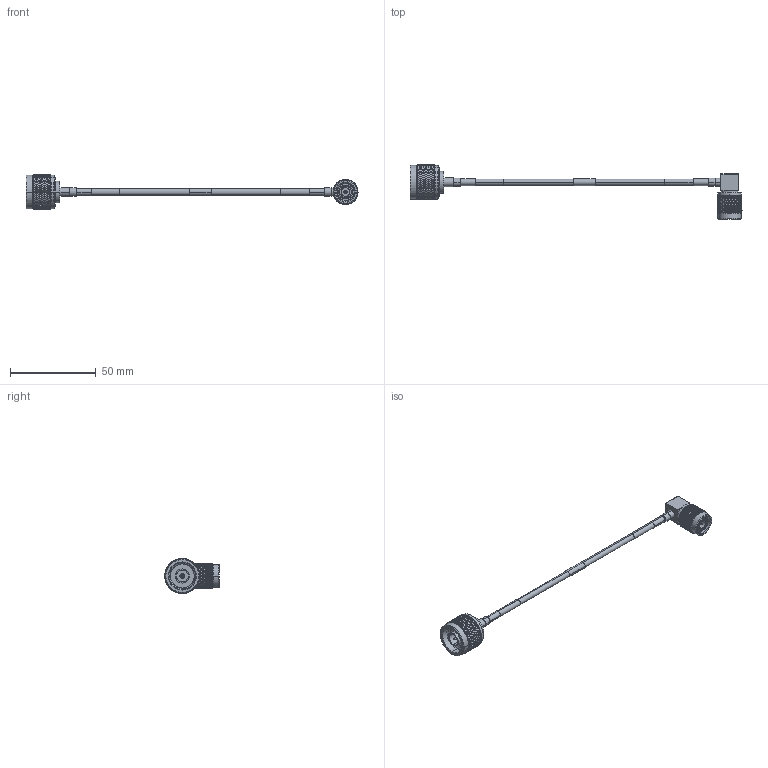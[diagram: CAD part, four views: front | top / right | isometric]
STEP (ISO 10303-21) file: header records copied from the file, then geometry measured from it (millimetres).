
FILE_DESCRIPTION (( 'STEP AP214' ), '1' );
FILE_NAME ('LCCA30511_3D.STEP', '2020-05-06T17:06:17', ( '' ), ( '' ), 'SwSTEP 2.0', 'SolidWorks 2018', '' );
FILE_SCHEMA (( 'AUTOMOTIVE_DESIGN' ));
Length unit declared in the file: inch
Products named in the file (6): LCCN3051; 1AW01-003_.152 ID; LC141TBJ-PROD; LC141TBJ (141 Formable with HeatShrink); LCCA30511_3D; LCCN3061
Assembly tree (7 placements, depth 3):
  LCCA30511_3D
    LC141TBJ-PROD
      LC141TBJ (141 Formable with HeatShrink)
      1AW01-003_.152 ID  x3
    LCCN3051
    LCCN3061
Bounding box: 193.54 x 31.65 x 20.32 mm (x, y, z)
Volume: 8621.6 mm3; surface area: 9965.3 mm2
Topology: 8 solids, 8 shells, 4982 faces, 10563 edges, 5619 vertices
Faces by surface type: bspline 3800, cylinder 1074, plane 67, cone 39, torus 2
Entity records: 192445 total; most frequent: CARTESIAN_POINT 127815, ORIENTED_EDGE 21078, EDGE_CURVE 10539, VERTEX_POINT 5603, EDGE_LOOP 4998, ADVANCED_FACE 4970, FACE_OUTER_BOUND 4970, B_SPLINE_CURVE_WITH_KNOTS 4297
